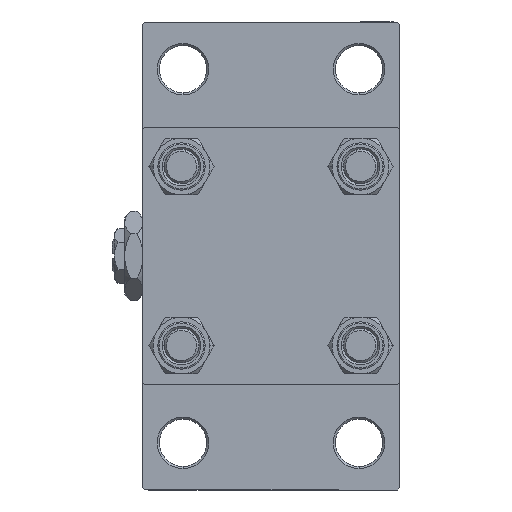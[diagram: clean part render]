
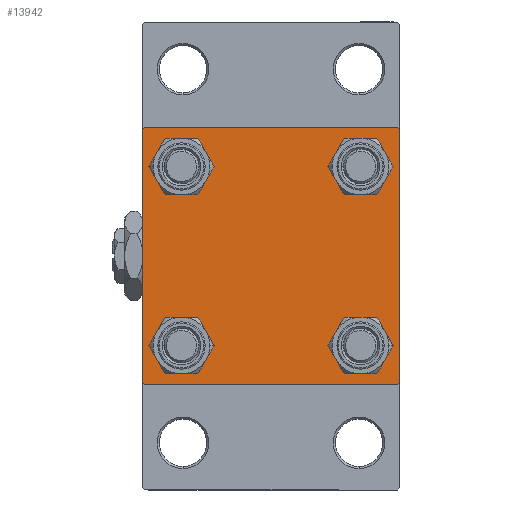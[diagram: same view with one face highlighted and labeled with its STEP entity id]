
A CAD part, left-side view. The second image highlights one B-rep face of the part: STEP entity #13942.
In plain terms, the highlighted planar face has unit normal (-1, 0, 0).
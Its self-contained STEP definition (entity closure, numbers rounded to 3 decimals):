
#161 = CARTESIAN_POINT ( 'NONE',  ( 0., -29.5, -30. ) ) ;
#709 = CIRCLE ( 'NONE', #1499, 4.5 ) ;
#1499 = AXIS2_PLACEMENT_3D ( 'NONE', #24354, #32168, #47568 ) ;
#1794 = DIRECTION ( 'NONE',  ( 1., 0., 0. ) ) ;
#2240 = ORIENTED_EDGE ( 'NONE', *, *, #12905, .T. ) ;
#2958 = CIRCLE ( 'NONE', #31162, 4.5 ) ;
#3109 = CIRCLE ( 'NONE', #11167, 4.5 ) ;
#3261 = CARTESIAN_POINT ( 'NONE',  ( 0., -20.85, -16.35 ) ) ;
#3282 = DIRECTION ( 'NONE',  ( 0., -0.707, 0.707 ) ) ;
#3937 = EDGE_CURVE ( 'NONE', #12429, #19964, #10751, .T. ) ;
#4083 = CARTESIAN_POINT ( 'NONE',  ( 0., -20.85, 20.85 ) ) ;
#4104 = DIRECTION ( 'NONE',  ( 0., 0., 1. ) ) ;
#4289 = AXIS2_PLACEMENT_3D ( 'NONE', #4083, #34400, #19009 ) ;
#4305 = LINE ( 'NONE', #5293, #14761 ) ;
#4619 = CARTESIAN_POINT ( 'NONE',  ( 0., -20.85, -20.85 ) ) ;
#5167 = VECTOR ( 'NONE', #36568, 1000. ) ;
#5247 = VERTEX_POINT ( 'NONE', #7197 ) ;
#5270 = CARTESIAN_POINT ( 'NONE',  ( 0., 20.85, -25.35 ) ) ;
#5293 = CARTESIAN_POINT ( 'NONE',  ( 0., 30., -30. ) ) ;
#5568 = CARTESIAN_POINT ( 'NONE',  ( 0., -20.85, 16.35 ) ) ;
#5757 = CARTESIAN_POINT ( 'NONE',  ( 0., -29.5, 30. ) ) ;
#6017 = DIRECTION ( 'NONE',  ( 0., -0.707, -0.707 ) ) ;
#6133 = VERTEX_POINT ( 'NONE', #42286 ) ;
#6164 = VECTOR ( 'NONE', #10591, 1000. ) ;
#6171 = VECTOR ( 'NONE', #34470, 1000. ) ;
#7158 = CARTESIAN_POINT ( 'NONE',  ( 0., 30., 30. ) ) ;
#7197 = CARTESIAN_POINT ( 'NONE',  ( 0., 29.5, -30. ) ) ;
#7229 = VERTEX_POINT ( 'NONE', #7282 ) ;
#7282 = CARTESIAN_POINT ( 'NONE',  ( 0., 20.85, 25.35 ) ) ;
#8610 = EDGE_LOOP ( 'NONE', ( #48348, #36231 ) ) ;
#10591 = DIRECTION ( 'NONE',  ( 0., 0.707, -0.707 ) ) ;
#10751 = LINE ( 'NONE', #49386, #6171 ) ;
#10828 = AXIS2_PLACEMENT_3D ( 'NONE', #28894, #13486, #20325 ) ;
#11001 = ORIENTED_EDGE ( 'NONE', *, *, #25117, .T. ) ;
#11167 = AXIS2_PLACEMENT_3D ( 'NONE', #28677, #20369, #32220 ) ;
#11450 = CARTESIAN_POINT ( 'NONE',  ( 0., 0., 0. ) ) ;
#11526 = EDGE_CURVE ( 'NONE', #37765, #24849, #16916, .T. ) ;
#11733 = AXIS2_PLACEMENT_3D ( 'NONE', #11450, #38700, #4104 ) ;
#12429 = VERTEX_POINT ( 'NONE', #38302 ) ;
#12710 = DIRECTION ( 'NONE',  ( 1., 0., 0. ) ) ;
#12854 = CARTESIAN_POINT ( 'NONE',  ( 0., -30., 30. ) ) ;
#12905 = EDGE_CURVE ( 'NONE', #20403, #42209, #32921, .T. ) ;
#13100 = LINE ( 'NONE', #12854, #5167 ) ;
#13328 = VERTEX_POINT ( 'NONE', #161 ) ;
#13486 = DIRECTION ( 'NONE',  ( 1., 0., 0. ) ) ;
#13741 = DIRECTION ( 'NONE',  ( 0., 0.707, 0.707 ) ) ;
#13835 = VERTEX_POINT ( 'NONE', #37725 ) ;
#13874 = LINE ( 'NONE', #40874, #24790 ) ;
#13942 = ADVANCED_FACE ( 'NONE', ( #46267, #34422, #30650, #27109, #23336 ), #46031, .T. ) ;
#13966 = VERTEX_POINT ( 'NONE', #34914 ) ;
#14119 = EDGE_LOOP ( 'NONE', ( #36491, #14656, #19733, #36484, #41982, #2240, #24596, #26084 ) ) ;
#14517 = AXIS2_PLACEMENT_3D ( 'NONE', #18729, #41191, #44986 ) ;
#14656 = ORIENTED_EDGE ( 'NONE', *, *, #49227, .T. ) ;
#14761 = VECTOR ( 'NONE', #24281, 1000. ) ;
#15472 = EDGE_CURVE ( 'NONE', #13328, #43692, #49498, .T. ) ;
#15641 = EDGE_CURVE ( 'NONE', #20403, #43692, #13100, .T. ) ;
#16279 = VERTEX_POINT ( 'NONE', #5568 ) ;
#16916 = CIRCLE ( 'NONE', #45915, 4.5 ) ;
#17394 = ORIENTED_EDGE ( 'NONE', *, *, #11526, .T. ) ;
#18729 = CARTESIAN_POINT ( 'NONE',  ( 0., 20.85, 20.85 ) ) ;
#18812 = AXIS2_PLACEMENT_3D ( 'NONE', #4619, #12710, #36422 ) ;
#19009 = DIRECTION ( 'NONE',  ( 0., 0., 1. ) ) ;
#19345 = CIRCLE ( 'NONE', #14517, 4.5 ) ;
#19359 = EDGE_CURVE ( 'NONE', #13966, #12429, #33818, .T. ) ;
#19733 = ORIENTED_EDGE ( 'NONE', *, *, #37007, .T. ) ;
#19801 = EDGE_CURVE ( 'NONE', #30929, #7229, #2958, .T. ) ;
#19964 = VERTEX_POINT ( 'NONE', #22109 ) ;
#20325 = DIRECTION ( 'NONE',  ( 0., 0., 1. ) ) ;
#20369 = DIRECTION ( 'NONE',  ( 1., 0., 0. ) ) ;
#20403 = VERTEX_POINT ( 'NONE', #42136 ) ;
#21239 = CIRCLE ( 'NONE', #18812, 4.5 ) ;
#21850 = DIRECTION ( 'NONE',  ( 0., -1., 0. ) ) ;
#22026 = CARTESIAN_POINT ( 'NONE',  ( 0., -30., -29.5 ) ) ;
#22109 = CARTESIAN_POINT ( 'NONE',  ( 0., 30., -29.5 ) ) ;
#23336 = FACE_OUTER_BOUND ( 'NONE', #14119, .T. ) ;
#23412 = DIRECTION ( 'NONE',  ( 0., 0., 1. ) ) ;
#23986 = EDGE_CURVE ( 'NONE', #24849, #37765, #3109, .T. ) ;
#24281 = DIRECTION ( 'NONE',  ( 0., -1., 0. ) ) ;
#24354 = CARTESIAN_POINT ( 'NONE',  ( 0., -20.85, 20.85 ) ) ;
#24596 = ORIENTED_EDGE ( 'NONE', *, *, #49517, .F. ) ;
#24759 = CARTESIAN_POINT ( 'NONE',  ( 0., 20.85, 16.35 ) ) ;
#24790 = VECTOR ( 'NONE', #6017, 1000. ) ;
#24849 = VERTEX_POINT ( 'NONE', #43582 ) ;
#25117 = EDGE_CURVE ( 'NONE', #16279, #6133, #709, .T. ) ;
#26084 = ORIENTED_EDGE ( 'NONE', *, *, #19359, .T. ) ;
#26126 = LINE ( 'NONE', #7158, #47367 ) ;
#26691 = DIRECTION ( 'NONE',  ( 1., 0., 0. ) ) ;
#26926 = CARTESIAN_POINT ( 'NONE',  ( 0., 20.85, 20.85 ) ) ;
#26944 = CIRCLE ( 'NONE', #10828, 4.5 ) ;
#27109 = FACE_BOUND ( 'NONE', #28684, .T. ) ;
#28677 = CARTESIAN_POINT ( 'NONE',  ( 0., 20.85, -20.85 ) ) ;
#28684 = EDGE_LOOP ( 'NONE', ( #49063, #45995 ) ) ;
#28894 = CARTESIAN_POINT ( 'NONE',  ( 0., -20.85, -20.85 ) ) ;
#29770 = EDGE_CURVE ( 'NONE', #7229, #30929, #19345, .T. ) ;
#30650 = FACE_BOUND ( 'NONE', #48220, .T. ) ;
#30929 = VERTEX_POINT ( 'NONE', #24759 ) ;
#31162 = AXIS2_PLACEMENT_3D ( 'NONE', #26926, #26691, #23412 ) ;
#31840 = VECTOR ( 'NONE', #13741, 1000. ) ;
#31898 = VERTEX_POINT ( 'NONE', #3261 ) ;
#32168 = DIRECTION ( 'NONE',  ( 1., 0., 0. ) ) ;
#32220 = DIRECTION ( 'NONE',  ( 0., 0., 1. ) ) ;
#32921 = LINE ( 'NONE', #48328, #31840 ) ;
#33328 = CARTESIAN_POINT ( 'NONE',  ( 0., -29.75, -29.75 ) ) ;
#33728 = ORIENTED_EDGE ( 'NONE', *, *, #23986, .T. ) ;
#33818 = LINE ( 'NONE', #45419, #6164 ) ;
#34400 = DIRECTION ( 'NONE',  ( 1., 0., 0. ) ) ;
#34422 = FACE_BOUND ( 'NONE', #8610, .T. ) ;
#34470 = DIRECTION ( 'NONE',  ( 0., 0., -1. ) ) ;
#34914 = CARTESIAN_POINT ( 'NONE',  ( 0., 29.5, 30. ) ) ;
#35916 = DIRECTION ( 'NONE',  ( 0., 0., 1. ) ) ;
#36231 = ORIENTED_EDGE ( 'NONE', *, *, #38933, .T. ) ;
#36422 = DIRECTION ( 'NONE',  ( 0., 0., 1. ) ) ;
#36484 = ORIENTED_EDGE ( 'NONE', *, *, #15472, .T. ) ;
#36491 = ORIENTED_EDGE ( 'NONE', *, *, #3937, .T. ) ;
#36568 = DIRECTION ( 'NONE',  ( 0., 0., -1. ) ) ;
#37007 = EDGE_CURVE ( 'NONE', #5247, #13328, #4305, .T. ) ;
#37725 = CARTESIAN_POINT ( 'NONE',  ( 0., -20.85, -25.35 ) ) ;
#37765 = VERTEX_POINT ( 'NONE', #5270 ) ;
#38302 = CARTESIAN_POINT ( 'NONE',  ( 0., 30., 29.5 ) ) ;
#38700 = DIRECTION ( 'NONE',  ( -1., 0., 0. ) ) ;
#38933 = EDGE_CURVE ( 'NONE', #13835, #31898, #21239, .T. ) ;
#38964 = CIRCLE ( 'NONE', #4289, 4.5 ) ;
#39075 = VECTOR ( 'NONE', #3282, 1000. ) ;
#39241 = ORIENTED_EDGE ( 'NONE', *, *, #40713, .T. ) ;
#40713 = EDGE_CURVE ( 'NONE', #6133, #16279, #38964, .T. ) ;
#40874 = CARTESIAN_POINT ( 'NONE',  ( 0., 29.75, -29.75 ) ) ;
#41191 = DIRECTION ( 'NONE',  ( 1., 0., 0. ) ) ;
#41450 = EDGE_CURVE ( 'NONE', #31898, #13835, #26944, .T. ) ;
#41886 = EDGE_LOOP ( 'NONE', ( #39241, #11001 ) ) ;
#41982 = ORIENTED_EDGE ( 'NONE', *, *, #15641, .F. ) ;
#42136 = CARTESIAN_POINT ( 'NONE',  ( 0., -30., 29.5 ) ) ;
#42209 = VERTEX_POINT ( 'NONE', #5757 ) ;
#42286 = CARTESIAN_POINT ( 'NONE',  ( 0., -20.85, 25.35 ) ) ;
#43582 = CARTESIAN_POINT ( 'NONE',  ( 0., 20.85, -16.35 ) ) ;
#43692 = VERTEX_POINT ( 'NONE', #22026 ) ;
#44986 = DIRECTION ( 'NONE',  ( 0., 0., 1. ) ) ;
#45419 = CARTESIAN_POINT ( 'NONE',  ( 0., 29.75, 29.75 ) ) ;
#45915 = AXIS2_PLACEMENT_3D ( 'NONE', #47032, #1794, #35916 ) ;
#45995 = ORIENTED_EDGE ( 'NONE', *, *, #19801, .T. ) ;
#46031 = PLANE ( 'NONE',  #11733 ) ;
#46267 = FACE_BOUND ( 'NONE', #41886, .T. ) ;
#47032 = CARTESIAN_POINT ( 'NONE',  ( 0., 20.85, -20.85 ) ) ;
#47367 = VECTOR ( 'NONE', #21850, 1000. ) ;
#47568 = DIRECTION ( 'NONE',  ( 0., 0., 1. ) ) ;
#48220 = EDGE_LOOP ( 'NONE', ( #33728, #17394 ) ) ;
#48328 = CARTESIAN_POINT ( 'NONE',  ( 0., -29.75, 29.75 ) ) ;
#48348 = ORIENTED_EDGE ( 'NONE', *, *, #41450, .T. ) ;
#49063 = ORIENTED_EDGE ( 'NONE', *, *, #29770, .T. ) ;
#49227 = EDGE_CURVE ( 'NONE', #19964, #5247, #13874, .T. ) ;
#49386 = CARTESIAN_POINT ( 'NONE',  ( 0., 30., 30. ) ) ;
#49498 = LINE ( 'NONE', #33328, #39075 ) ;
#49517 = EDGE_CURVE ( 'NONE', #13966, #42209, #26126, .T. ) ;
